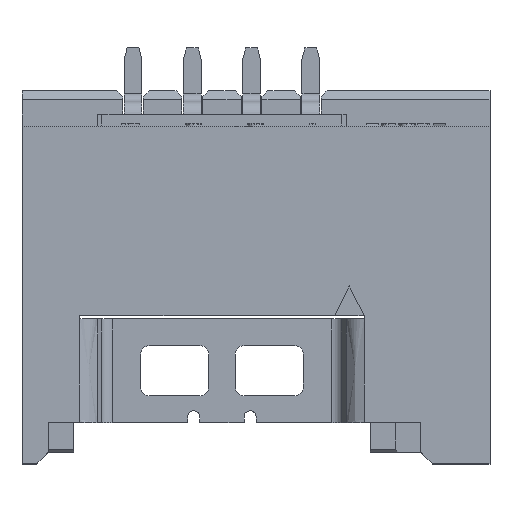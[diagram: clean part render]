
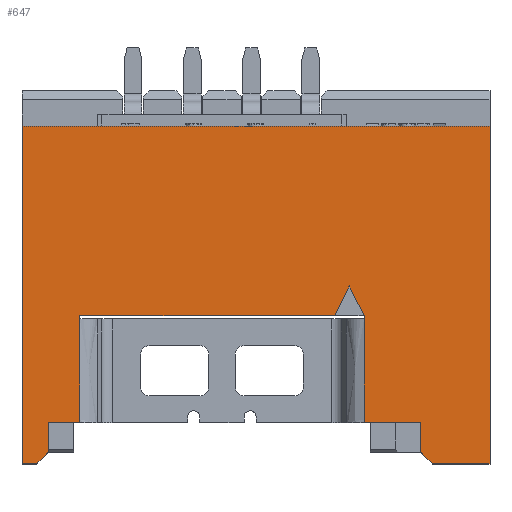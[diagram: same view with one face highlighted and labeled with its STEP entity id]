
A CAD part, top view. The second image highlights one B-rep face of the part: STEP entity #647.
In plain terms, the highlighted planar face has unit normal (0, 0, 1).
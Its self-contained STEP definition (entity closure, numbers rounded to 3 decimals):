
#454=CARTESIAN_POINT('',(-4.5,-10.8,-6.4));
#455=VERTEX_POINT('',#454);
#504=CARTESIAN_POINT('',(-4.5,-9.8,-6.4));
#505=VERTEX_POINT('',#504);
#512=CARTESIAN_POINT('',(-4.5,-9.8,-6.4));
#513=DIRECTION('',(0.,-1.,0.));
#514=VECTOR('',#513,1.);
#515=LINE('',#512,#514);
#516=EDGE_CURVE('',#505,#455,#515,.T.);
#521=CARTESIAN_POINT('',(5.875,-0.3,-6.4));
#522=DIRECTION('',(1.,0.,0.));
#523=DIRECTION('',(0.,0.,1.));
#524=AXIS2_PLACEMENT_3D('',#521,#523,#522);
#525=PLANE('',#524);
#526=CARTESIAN_POINT('',(8.05,-10.8,-6.4));
#527=VERTEX_POINT('',#526);
#528=CARTESIAN_POINT('',(8.45,-11.2,-6.4));
#529=VERTEX_POINT('',#528);
#530=CARTESIAN_POINT('',(8.05,-10.8,-6.4));
#531=DIRECTION('',(0.707,-0.707,0.));
#532=VECTOR('',#531,0.566);
#533=LINE('',#530,#532);
#534=EDGE_CURVE('',#527,#529,#533,.T.);
#535=ORIENTED_EDGE('',*,*,#534,.T.);
#536=CARTESIAN_POINT('',(10.4,-11.2,-6.4));
#537=VERTEX_POINT('',#536);
#538=CARTESIAN_POINT('',(8.45,-11.2,-6.4));
#539=DIRECTION('',(1.,0.,0.));
#540=VECTOR('',#539,1.95);
#541=LINE('',#538,#540);
#542=EDGE_CURVE('',#529,#537,#541,.T.);
#543=ORIENTED_EDGE('',*,*,#542,.T.);
#544=CARTESIAN_POINT('',(10.4,0.2,-6.4));
#545=VERTEX_POINT('',#544);
#546=CARTESIAN_POINT('',(10.4,-11.2,-6.4));
#547=DIRECTION('',(0.,1.,0.));
#548=VECTOR('',#547,11.4);
#549=LINE('',#546,#548);
#550=EDGE_CURVE('',#537,#545,#549,.T.);
#551=ORIENTED_EDGE('',*,*,#550,.T.);
#552=CARTESIAN_POINT('',(-5.4,0.2,-6.4));
#553=VERTEX_POINT('',#552);
#554=CARTESIAN_POINT('',(10.4,0.2,-6.4));
#555=DIRECTION('',(-1.,0.,0.));
#556=VECTOR('',#555,15.8);
#557=LINE('',#554,#556);
#558=EDGE_CURVE('',#545,#553,#557,.T.);
#559=ORIENTED_EDGE('',*,*,#558,.T.);
#560=CARTESIAN_POINT('',(-5.4,-11.2,-6.4));
#561=VERTEX_POINT('',#560);
#562=CARTESIAN_POINT('',(-5.4,0.2,-6.4));
#563=DIRECTION('',(0.,-1.,0.));
#564=VECTOR('',#563,11.4);
#565=LINE('',#562,#564);
#566=EDGE_CURVE('',#553,#561,#565,.T.);
#567=ORIENTED_EDGE('',*,*,#566,.T.);
#568=CARTESIAN_POINT('',(-4.9,-11.2,-6.4));
#569=VERTEX_POINT('',#568);
#570=CARTESIAN_POINT('',(-5.4,-11.2,-6.4));
#571=DIRECTION('',(1.,0.,0.));
#572=VECTOR('',#571,0.5);
#573=LINE('',#570,#572);
#574=EDGE_CURVE('',#561,#569,#573,.T.);
#575=ORIENTED_EDGE('',*,*,#574,.T.);
#576=CARTESIAN_POINT('',(-4.9,-11.2,-6.4));
#577=DIRECTION('',(0.707,0.707,0.));
#578=VECTOR('',#577,0.566);
#579=LINE('',#576,#578);
#580=EDGE_CURVE('',#569,#455,#579,.T.);
#581=ORIENTED_EDGE('',*,*,#580,.T.);
#582=ORIENTED_EDGE('',*,*,#516,.F.);
#583=CARTESIAN_POINT('',(-3.45,-9.8,-6.4));
#584=VERTEX_POINT('',#583);
#585=CARTESIAN_POINT('',(-4.5,-9.8,-6.4));
#586=DIRECTION('',(1.,0.,0.));
#587=VECTOR('',#586,1.05);
#588=LINE('',#585,#587);
#589=EDGE_CURVE('',#505,#584,#588,.T.);
#590=ORIENTED_EDGE('',*,*,#589,.T.);
#591=CARTESIAN_POINT('',(-3.45,-6.2,-6.4));
#592=VERTEX_POINT('',#591);
#593=CARTESIAN_POINT('',(-3.45,-9.8,-6.4));
#594=DIRECTION('',(0.,1.,0.));
#595=VECTOR('',#594,3.6);
#596=LINE('',#593,#595);
#597=EDGE_CURVE('',#584,#592,#596,.T.);
#598=ORIENTED_EDGE('',*,*,#597,.T.);
#599=CARTESIAN_POINT('',(5.15,-6.2,-6.4));
#600=VERTEX_POINT('',#599);
#601=CARTESIAN_POINT('',(-3.45,-6.2,-6.4));
#602=DIRECTION('',(1.,0.,0.));
#603=VECTOR('',#602,8.6);
#604=LINE('',#601,#603);
#605=EDGE_CURVE('',#592,#600,#604,.T.);
#606=ORIENTED_EDGE('',*,*,#605,.T.);
#607=CARTESIAN_POINT('',(5.65,-5.2,-6.4));
#608=VERTEX_POINT('',#607);
#609=CARTESIAN_POINT('',(5.15,-6.2,-6.4));
#610=DIRECTION('',(0.447,0.894,0.));
#611=VECTOR('',#610,1.118);
#612=LINE('',#609,#611);
#613=EDGE_CURVE('',#600,#608,#612,.T.);
#614=ORIENTED_EDGE('',*,*,#613,.T.);
#615=CARTESIAN_POINT('',(6.15,-6.2,-6.4));
#616=VERTEX_POINT('',#615);
#617=CARTESIAN_POINT('',(5.65,-5.2,-6.4));
#618=DIRECTION('',(0.447,-0.894,0.));
#619=VECTOR('',#618,1.118);
#620=LINE('',#617,#619);
#621=EDGE_CURVE('',#608,#616,#620,.T.);
#622=ORIENTED_EDGE('',*,*,#621,.T.);
#623=CARTESIAN_POINT('',(6.15,-9.8,-6.4));
#624=VERTEX_POINT('',#623);
#625=CARTESIAN_POINT('',(6.15,-6.2,-6.4));
#626=DIRECTION('',(0.,-1.,0.));
#627=VECTOR('',#626,3.6);
#628=LINE('',#625,#627);
#629=EDGE_CURVE('',#616,#624,#628,.T.);
#630=ORIENTED_EDGE('',*,*,#629,.T.);
#631=CARTESIAN_POINT('',(8.05,-9.8,-6.4));
#632=VERTEX_POINT('',#631);
#633=CARTESIAN_POINT('',(6.15,-9.8,-6.4));
#634=DIRECTION('',(1.,0.,0.));
#635=VECTOR('',#634,1.9);
#636=LINE('',#633,#635);
#637=EDGE_CURVE('',#624,#632,#636,.T.);
#638=ORIENTED_EDGE('',*,*,#637,.T.);
#639=CARTESIAN_POINT('',(8.05,-9.8,-6.4));
#640=DIRECTION('',(0.,-1.,0.));
#641=VECTOR('',#640,1.);
#642=LINE('',#639,#641);
#643=EDGE_CURVE('',#632,#527,#642,.T.);
#644=ORIENTED_EDGE('',*,*,#643,.T.);
#645=EDGE_LOOP('',(#535,#543,#551,#559,#567,#575,#581,#582,#590,#598,#606,#614,#622,#630,#638,#644));
#646=FACE_OUTER_BOUND('',#645,.T.);
#647=ADVANCED_FACE('',(#646),#525,.T.);
